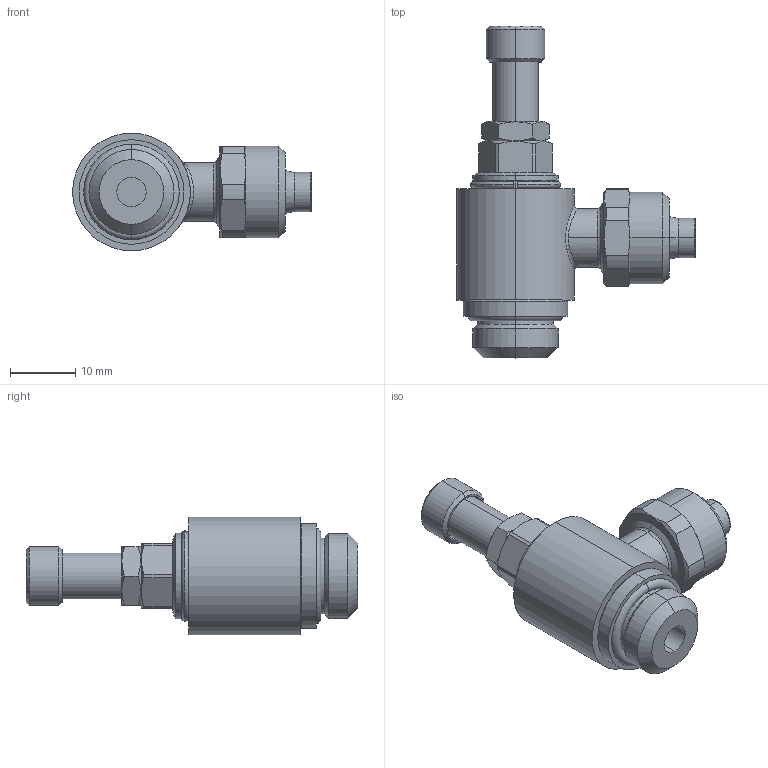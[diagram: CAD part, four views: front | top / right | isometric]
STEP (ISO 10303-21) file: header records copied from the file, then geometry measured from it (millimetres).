
FILE_DESCRIPTION (( 'STEP AP203' ), '1' );
FILE_NAME ('04320V42.STEP', '2010-04-15T06:17:52', ( '' ), ( 'sopra-pneumatic' ), 'SwSTEP 2.0', 'SolidWorks 2009', '' );
FILE_SCHEMA (( 'CONFIG_CONTROL_DESIGN' ));
Length unit declared in the file: millimetre
Products named in the file (1): 04320V42
Bounding box: 36.5 x 50.75 x 18 mm (x, y, z)
Volume: 8659.1 mm3; surface area: 4116.3 mm2
Topology: 2 solids, 2 shells, 134 faces, 294 edges, 178 vertices
Faces by surface type: cylinder 45, plane 41, cone 38, torus 8, bspline 2
Entity records: 4851 total; most frequent: CARTESIAN_POINT 1837, DIRECTION 642, ORIENTED_EDGE 588, EDGE_CURVE 294, AXIS2_PLACEMENT_3D 271, VERTEX_POINT 178, EDGE_LOOP 148, CIRCLE 138
